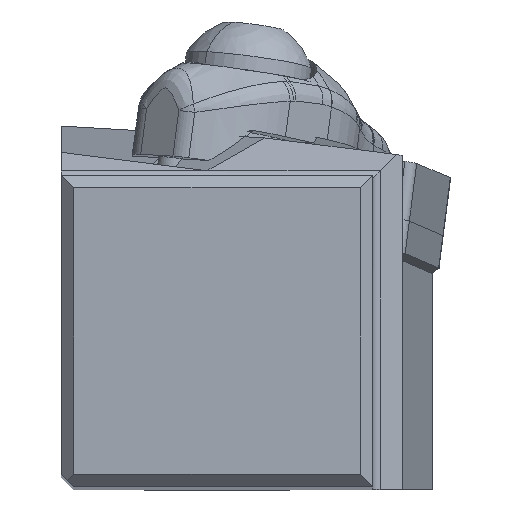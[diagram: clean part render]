
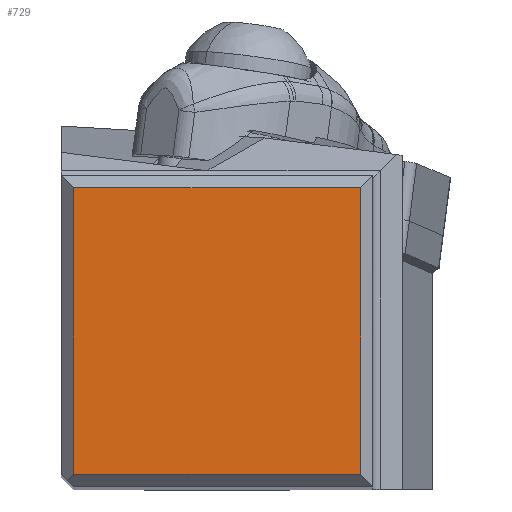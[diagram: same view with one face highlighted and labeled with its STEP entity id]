
A CAD part, top view. The second image highlights one B-rep face of the part: STEP entity #729.
In plain terms, the highlighted planar face has unit normal (0, 0, 1).
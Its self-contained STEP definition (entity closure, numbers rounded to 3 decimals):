
#466=FACE_OUTER_BOUND('',#1119,.T.);
#729=ADVANCED_FACE('',(#466),#994,.T.);
#994=PLANE('',#5105);
#1119=EDGE_LOOP('',(#1522,#1523,#1524,#1525));
#1522=ORIENTED_EDGE('',*,*,#3457,.T.);
#1523=ORIENTED_EDGE('',*,*,#3458,.T.);
#1524=ORIENTED_EDGE('',*,*,#3459,.T.);
#1525=ORIENTED_EDGE('',*,*,#3456,.F.);
#2947=VERTEX_POINT('',#7068);
#2948=VERTEX_POINT('',#7070);
#2949=VERTEX_POINT('',#7074);
#2950=VERTEX_POINT('',#7076);
#3456=EDGE_CURVE('',#2948,#2947,#4498,.T.);
#3457=EDGE_CURVE('',#2948,#2949,#4499,.T.);
#3458=EDGE_CURVE('',#2949,#2950,#4500,.T.);
#3459=EDGE_CURVE('',#2950,#2947,#4501,.T.);
#4498=LINE('',#7071,#4772);
#4499=LINE('',#7073,#4773);
#4500=LINE('',#7075,#4774);
#4501=LINE('',#7077,#4775);
#4772=VECTOR('',#5750,1.);
#4773=VECTOR('',#5753,1.);
#4774=VECTOR('',#5754,1.);
#4775=VECTOR('',#5755,1.);
#5105=AXIS2_PLACEMENT_3D('',#7078,#5756,#5757);
#5750=DIRECTION('',(0.,-1.,0.));
#5753=DIRECTION('',(-1.,0.,0.));
#5754=DIRECTION('',(0.,-1.,0.));
#5755=DIRECTION('',(1.,0.,0.));
#5756=DIRECTION('',(0.,0.,1.));
#5757=DIRECTION('',(1.,0.,0.));
#7068=CARTESIAN_POINT('',(24.4,1.,0.));
#7070=CARTESIAN_POINT('',(24.4,24.4,0.));
#7071=CARTESIAN_POINT('',(24.4,24.4,0.));
#7073=CARTESIAN_POINT('',(24.4,24.4,0.));
#7074=CARTESIAN_POINT('',(1.,24.4,0.));
#7075=CARTESIAN_POINT('',(1.,24.4,0.));
#7076=CARTESIAN_POINT('',(1.,1.,0.));
#7077=CARTESIAN_POINT('',(1.,1.,0.));
#7078=CARTESIAN_POINT('',(12.7,12.7,0.));
